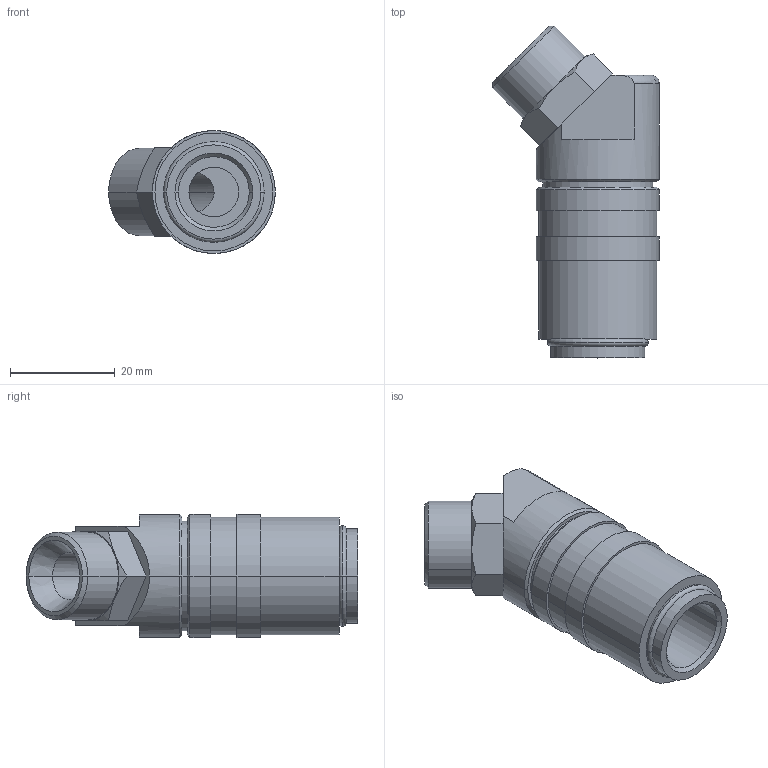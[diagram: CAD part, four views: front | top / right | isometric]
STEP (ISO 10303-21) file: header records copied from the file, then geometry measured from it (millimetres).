
FILE_DESCRIPTION(('STEP AP214'),'1');
FILE_NAME('eshe_38_a-45.stp','2020-04-22T06:06:56',('TraceParts'),('TraceParts S.A.'),'Spatial InterOp 3D',' ',' ');
FILE_SCHEMA(('automotive_design'));
Length unit declared in the file: millimetre
Products named in the file (1): 1
Bounding box: 31.84 x 63.37 x 23.5 mm (x, y, z)
Volume: 17559.4 mm3; surface area: 7379.1 mm2
Topology: 1 solids, 1 shells, 69 faces, 155 edges, 96 vertices
Faces by surface type: plane 24, cylinder 22, cone 18, torus 5
Entity records: 2693 total; most frequent: CARTESIAN_POINT 557, DIRECTION 355, ORIENTED_EDGE 310, EDGE_CURVE 155, AXIS2_PLACEMENT_3D 146, VERTEX_POINT 96, EDGE_LOOP 79, CIRCLE 72
